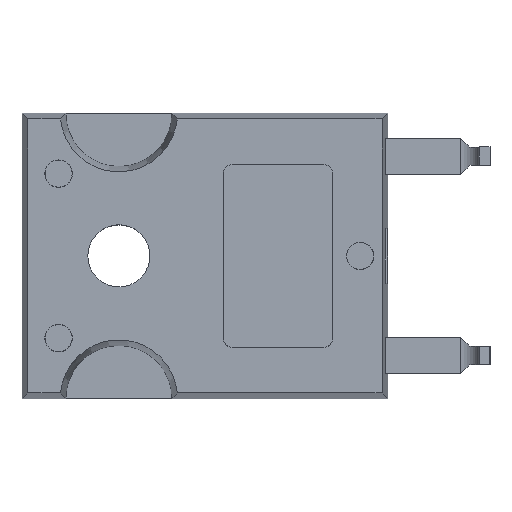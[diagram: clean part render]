
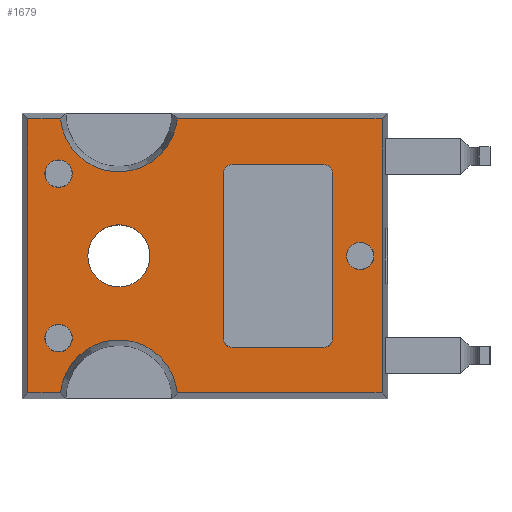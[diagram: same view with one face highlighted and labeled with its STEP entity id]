
A CAD part, top view. The second image highlights one B-rep face of the part: STEP entity #1679.
In plain terms, the highlighted planar face has unit normal (0, 0, 1).
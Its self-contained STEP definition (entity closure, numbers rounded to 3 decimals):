
#30=FACE_BOUND('',#311,.T.);
#31=FACE_BOUND('',#312,.T.);
#32=FACE_BOUND('',#313,.T.);
#33=FACE_BOUND('',#314,.T.);
#34=FACE_BOUND('',#315,.T.);
#140=PLANE('',#1795);
#217=FACE_OUTER_BOUND('',#310,.T.);
#310=EDGE_LOOP('',(#1334,#1335,#1336,#1337,#1338,#1339,#1340,#1341));
#311=EDGE_LOOP('',(#1342,#1343,#1344,#1345,#1346,#1347,#1348,#1349));
#312=EDGE_LOOP('',(#1350,#1351));
#313=EDGE_LOOP('',(#1352,#1353));
#314=EDGE_LOOP('',(#1354,#1355));
#315=EDGE_LOOP('',(#1356,#1357));
#385=CIRCLE('',#1796,3.206);
#386=CIRCLE('',#1797,3.206);
#387=CIRCLE('',#1798,0.5);
#388=CIRCLE('',#1799,0.5);
#389=CIRCLE('',#1800,0.5);
#390=CIRCLE('',#1801,0.5);
#391=CIRCLE('',#1802,0.75);
#392=CIRCLE('',#1803,0.75);
#393=CIRCLE('',#1804,0.75);
#394=CIRCLE('',#1805,0.75);
#395=CIRCLE('',#1806,0.75);
#396=CIRCLE('',#1807,0.75);
#397=CIRCLE('',#1808,1.7);
#398=CIRCLE('',#1809,1.7);
#473=LINE('',#2484,#654);
#497=LINE('',#2544,#678);
#498=LINE('',#2549,#679);
#499=LINE('',#2551,#680);
#500=LINE('',#2553,#681);
#501=LINE('',#2556,#682);
#502=LINE('',#2561,#683);
#503=LINE('',#2565,#684);
#504=LINE('',#2569,#685);
#505=LINE('',#2572,#686);
#654=VECTOR('',#2004,1.);
#678=VECTOR('',#2054,1.);
#679=VECTOR('',#2059,1.);
#680=VECTOR('',#2060,1.);
#681=VECTOR('',#2061,1.);
#682=VECTOR('',#2064,1.);
#683=VECTOR('',#2067,1.);
#684=VECTOR('',#2070,1.);
#685=VECTOR('',#2073,1.);
#686=VECTOR('',#2076,1.);
#837=VERTEX_POINT('',#2481);
#838=VERTEX_POINT('',#2483);
#848=VERTEX_POINT('',#2530);
#849=VERTEX_POINT('',#2546);
#850=VERTEX_POINT('',#2548);
#851=VERTEX_POINT('',#2550);
#852=VERTEX_POINT('',#2552);
#853=VERTEX_POINT('',#2554);
#854=VERTEX_POINT('',#2557);
#855=VERTEX_POINT('',#2558);
#856=VERTEX_POINT('',#2560);
#857=VERTEX_POINT('',#2562);
#858=VERTEX_POINT('',#2564);
#859=VERTEX_POINT('',#2566);
#860=VERTEX_POINT('',#2568);
#861=VERTEX_POINT('',#2570);
#862=VERTEX_POINT('',#2573);
#863=VERTEX_POINT('',#2574);
#864=VERTEX_POINT('',#2577);
#865=VERTEX_POINT('',#2578);
#866=VERTEX_POINT('',#2581);
#867=VERTEX_POINT('',#2582);
#868=VERTEX_POINT('',#2585);
#869=VERTEX_POINT('',#2586);
#1005=EDGE_CURVE('',#838,#837,#473,.T.);
#1030=EDGE_CURVE('',#837,#848,#497,.T.);
#1031=EDGE_CURVE('',#848,#849,#385,.T.);
#1032=EDGE_CURVE('',#849,#850,#498,.T.);
#1033=EDGE_CURVE('',#850,#851,#499,.T.);
#1034=EDGE_CURVE('',#851,#852,#500,.T.);
#1035=EDGE_CURVE('',#852,#853,#386,.T.);
#1036=EDGE_CURVE('',#853,#838,#501,.T.);
#1037=EDGE_CURVE('',#854,#855,#387,.F.);
#1038=EDGE_CURVE('',#855,#856,#502,.F.);
#1039=EDGE_CURVE('',#856,#857,#388,.F.);
#1040=EDGE_CURVE('',#857,#858,#503,.F.);
#1041=EDGE_CURVE('',#858,#859,#389,.F.);
#1042=EDGE_CURVE('',#859,#860,#504,.F.);
#1043=EDGE_CURVE('',#860,#861,#390,.F.);
#1044=EDGE_CURVE('',#861,#854,#505,.F.);
#1045=EDGE_CURVE('',#862,#863,#391,.F.);
#1046=EDGE_CURVE('',#863,#862,#392,.F.);
#1047=EDGE_CURVE('',#864,#865,#393,.F.);
#1048=EDGE_CURVE('',#865,#864,#394,.F.);
#1049=EDGE_CURVE('',#866,#867,#395,.F.);
#1050=EDGE_CURVE('',#867,#866,#396,.F.);
#1051=EDGE_CURVE('',#868,#869,#397,.F.);
#1052=EDGE_CURVE('',#869,#868,#398,.F.);
#1334=ORIENTED_EDGE('',*,*,#1031,.T.);
#1335=ORIENTED_EDGE('',*,*,#1032,.T.);
#1336=ORIENTED_EDGE('',*,*,#1033,.T.);
#1337=ORIENTED_EDGE('',*,*,#1034,.T.);
#1338=ORIENTED_EDGE('',*,*,#1035,.T.);
#1339=ORIENTED_EDGE('',*,*,#1036,.T.);
#1340=ORIENTED_EDGE('',*,*,#1005,.T.);
#1341=ORIENTED_EDGE('',*,*,#1030,.T.);
#1342=ORIENTED_EDGE('',*,*,#1037,.T.);
#1343=ORIENTED_EDGE('',*,*,#1038,.T.);
#1344=ORIENTED_EDGE('',*,*,#1039,.T.);
#1345=ORIENTED_EDGE('',*,*,#1040,.T.);
#1346=ORIENTED_EDGE('',*,*,#1041,.T.);
#1347=ORIENTED_EDGE('',*,*,#1042,.T.);
#1348=ORIENTED_EDGE('',*,*,#1043,.T.);
#1349=ORIENTED_EDGE('',*,*,#1044,.T.);
#1350=ORIENTED_EDGE('',*,*,#1045,.T.);
#1351=ORIENTED_EDGE('',*,*,#1046,.T.);
#1352=ORIENTED_EDGE('',*,*,#1047,.T.);
#1353=ORIENTED_EDGE('',*,*,#1048,.T.);
#1354=ORIENTED_EDGE('',*,*,#1049,.T.);
#1355=ORIENTED_EDGE('',*,*,#1050,.T.);
#1356=ORIENTED_EDGE('',*,*,#1051,.T.);
#1357=ORIENTED_EDGE('',*,*,#1052,.T.);
#1679=ADVANCED_FACE('',(#217,#30,#31,#32,#33,#34),#140,.T.);
#1795=AXIS2_PLACEMENT_3D('',#2545,#2055,#2056);
#1796=AXIS2_PLACEMENT_3D('',#2547,#2057,#2058);
#1797=AXIS2_PLACEMENT_3D('',#2555,#2062,#2063);
#1798=AXIS2_PLACEMENT_3D('',#2559,#2065,#2066);
#1799=AXIS2_PLACEMENT_3D('',#2563,#2068,#2069);
#1800=AXIS2_PLACEMENT_3D('',#2567,#2071,#2072);
#1801=AXIS2_PLACEMENT_3D('',#2571,#2074,#2075);
#1802=AXIS2_PLACEMENT_3D('',#2575,#2077,#2078);
#1803=AXIS2_PLACEMENT_3D('',#2576,#2079,#2080);
#1804=AXIS2_PLACEMENT_3D('',#2579,#2081,#2082);
#1805=AXIS2_PLACEMENT_3D('',#2580,#2083,#2084);
#1806=AXIS2_PLACEMENT_3D('',#2583,#2085,#2086);
#1807=AXIS2_PLACEMENT_3D('',#2584,#2087,#2088);
#1808=AXIS2_PLACEMENT_3D('',#2587,#2089,#2090);
#1809=AXIS2_PLACEMENT_3D('',#2588,#2091,#2092);
#2004=DIRECTION('',(0.,1.,0.));
#2054=DIRECTION('',(-1.,0.,0.));
#2055=DIRECTION('center_axis',(0.,0.,1.));
#2056=DIRECTION('ref_axis',(1.,0.,0.));
#2057=DIRECTION('center_axis',(0.,0.,-1.));
#2058=DIRECTION('ref_axis',(0.995,-0.096,0.));
#2059=DIRECTION('',(-1.,0.,0.));
#2060=DIRECTION('',(0.,-1.,0.));
#2061=DIRECTION('',(1.,0.,0.));
#2062=DIRECTION('center_axis',(0.,0.,-1.));
#2063=DIRECTION('ref_axis',(-0.995,0.096,0.));
#2064=DIRECTION('',(1.,0.,0.));
#2065=DIRECTION('center_axis',(0.,0.,1.));
#2066=DIRECTION('ref_axis',(0.,-1.,0.));
#2067=DIRECTION('',(1.,0.,0.));
#2068=DIRECTION('center_axis',(0.,0.,1.));
#2069=DIRECTION('ref_axis',(-1.,0.,0.));
#2070=DIRECTION('',(0.,-1.,0.));
#2071=DIRECTION('center_axis',(0.,0.,1.));
#2072=DIRECTION('ref_axis',(0.,1.,0.));
#2073=DIRECTION('',(-1.,0.,0.));
#2074=DIRECTION('center_axis',(0.,0.,1.));
#2075=DIRECTION('ref_axis',(1.,0.,0.));
#2076=DIRECTION('',(0.,1.,0.));
#2077=DIRECTION('center_axis',(0.,0.,1.));
#2078=DIRECTION('ref_axis',(1.,0.,0.));
#2079=DIRECTION('center_axis',(0.,0.,1.));
#2080=DIRECTION('ref_axis',(1.,0.,0.));
#2081=DIRECTION('center_axis',(0.,0.,1.));
#2082=DIRECTION('ref_axis',(1.,0.,0.));
#2083=DIRECTION('center_axis',(0.,0.,1.));
#2084=DIRECTION('ref_axis',(1.,0.,0.));
#2085=DIRECTION('center_axis',(0.,0.,1.));
#2086=DIRECTION('ref_axis',(1.,0.,0.));
#2087=DIRECTION('center_axis',(0.,0.,1.));
#2088=DIRECTION('ref_axis',(1.,0.,0.));
#2089=DIRECTION('center_axis',(0.,0.,1.));
#2090=DIRECTION('ref_axis',(1.,0.,0.));
#2091=DIRECTION('center_axis',(0.,0.,1.));
#2092=DIRECTION('ref_axis',(1.,0.,0.));
#2481=CARTESIAN_POINT('',(14.394,7.494,5.));
#2483=CARTESIAN_POINT('',(14.394,-7.494,5.));
#2484=CARTESIAN_POINT('',(14.394,-7.494,5.));
#2530=CARTESIAN_POINT('',(3.192,7.494,5.));
#2544=CARTESIAN_POINT('',(14.394,7.494,5.));
#2545=CARTESIAN_POINT('Origin',(0.,0.,5.));
#2546=CARTESIAN_POINT('',(-3.192,7.494,5.));
#2547=CARTESIAN_POINT('Origin',(0.,7.8,5.));
#2548=CARTESIAN_POINT('',(-4.994,7.494,5.));
#2549=CARTESIAN_POINT('',(-3.192,7.494,5.));
#2550=CARTESIAN_POINT('',(-4.994,-7.494,5.));
#2551=CARTESIAN_POINT('',(-4.994,7.494,5.));
#2552=CARTESIAN_POINT('',(-3.192,-7.494,5.));
#2553=CARTESIAN_POINT('',(-4.994,-7.494,5.));
#2554=CARTESIAN_POINT('',(3.192,-7.494,5.));
#2555=CARTESIAN_POINT('Origin',(0.,-7.8,5.));
#2556=CARTESIAN_POINT('',(3.192,-7.494,5.));
#2557=CARTESIAN_POINT('',(11.7,-4.5,5.));
#2558=CARTESIAN_POINT('',(11.2,-5.,5.));
#2559=CARTESIAN_POINT('Origin',(11.2,-4.5,5.));
#2560=CARTESIAN_POINT('',(6.2,-5.,5.));
#2561=CARTESIAN_POINT('',(6.2,-5.,5.));
#2562=CARTESIAN_POINT('',(5.7,-4.5,5.));
#2563=CARTESIAN_POINT('Origin',(6.2,-4.5,5.));
#2564=CARTESIAN_POINT('',(5.7,4.5,5.));
#2565=CARTESIAN_POINT('',(5.7,4.5,5.));
#2566=CARTESIAN_POINT('',(6.2,5.,5.));
#2567=CARTESIAN_POINT('Origin',(6.2,4.5,5.));
#2568=CARTESIAN_POINT('',(11.2,5.,5.));
#2569=CARTESIAN_POINT('',(11.2,5.,5.));
#2570=CARTESIAN_POINT('',(11.7,4.5,5.));
#2571=CARTESIAN_POINT('Origin',(11.2,4.5,5.));
#2572=CARTESIAN_POINT('',(11.7,-4.5,5.));
#2573=CARTESIAN_POINT('',(-2.55,4.5,5.));
#2574=CARTESIAN_POINT('',(-4.05,4.5,5.));
#2575=CARTESIAN_POINT('Origin',(-3.3,4.5,5.));
#2576=CARTESIAN_POINT('Origin',(-3.3,4.5,5.));
#2577=CARTESIAN_POINT('',(-2.55,-4.5,5.));
#2578=CARTESIAN_POINT('',(-4.05,-4.5,5.));
#2579=CARTESIAN_POINT('Origin',(-3.3,-4.5,5.));
#2580=CARTESIAN_POINT('Origin',(-3.3,-4.5,5.));
#2581=CARTESIAN_POINT('',(13.95,0.,5.));
#2582=CARTESIAN_POINT('',(12.45,0.,5.));
#2583=CARTESIAN_POINT('Origin',(13.2,0.,5.));
#2584=CARTESIAN_POINT('Origin',(13.2,0.,5.));
#2585=CARTESIAN_POINT('',(1.7,0.,5.));
#2586=CARTESIAN_POINT('',(-1.7,0.,5.));
#2587=CARTESIAN_POINT('Origin',(0.,0.,5.));
#2588=CARTESIAN_POINT('Origin',(0.,0.,5.));
